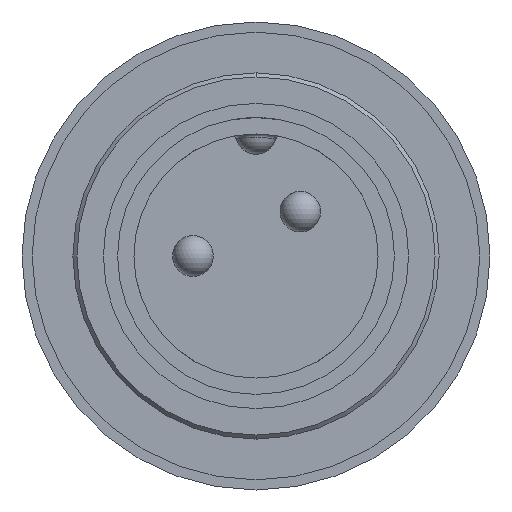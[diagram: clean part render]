
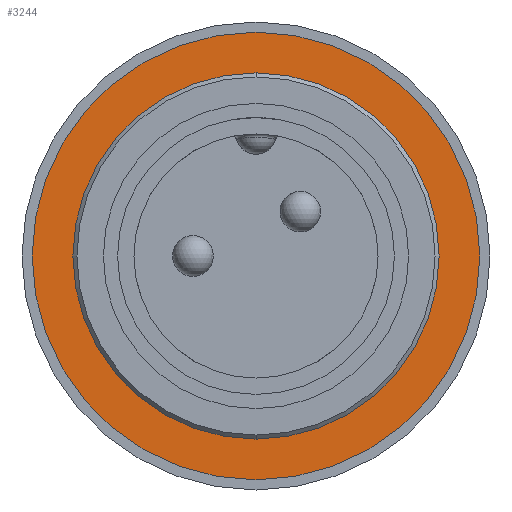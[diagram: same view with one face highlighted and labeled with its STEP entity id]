
A CAD part, front view. The second image highlights one B-rep face of the part: STEP entity #3244.
In plain terms, the highlighted planar face has unit normal (0, -1, 0).
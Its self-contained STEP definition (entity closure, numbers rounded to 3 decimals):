
#91=CARTESIAN_POINT('',(0.0,8.,5.5));
#92=VERTEX_POINT('',#91);
#101=CARTESIAN_POINT('',(0.,8.,-5.5));
#102=VERTEX_POINT('',#101);
#103=CARTESIAN_POINT('',(0.0,8.,0.));
#104=DIRECTION('',(0.0,1.0,0.0));
#105=DIRECTION('',(0.0,0.0,1.0));
#106=AXIS2_PLACEMENT_3D('',#103,#104,#105);
#107=CIRCLE('',#106,5.5);
#108=EDGE_CURVE('',#92,#102,#107,.T.);
#135=CARTESIAN_POINT('',(0.0,8.,4.));
#136=VERTEX_POINT('',#135);
#152=CARTESIAN_POINT('',(0.,8.,-4.));
#153=VERTEX_POINT('',#152);
#160=CARTESIAN_POINT('',(0.0,8.,0.));
#161=DIRECTION('',(0.0,1.0,0.0));
#162=DIRECTION('',(0.0,0.0,1.0));
#163=AXIS2_PLACEMENT_3D('',#160,#161,#162);
#164=CIRCLE('',#163,4.0);
#165=EDGE_CURVE('',#136,#153,#164,.T.);
#3213=CARTESIAN_POINT('',(0.0,8.,0.));
#3214=DIRECTION('',(0.0,1.0,0.0));
#3215=DIRECTION('',(0.0,0.0,1.0));
#3216=AXIS2_PLACEMENT_3D('',#3213,#3214,#3215);
#3217=CIRCLE('',#3216,4.0);
#3218=EDGE_CURVE('',#153,#136,#3217,.T.);
#3225=CARTESIAN_POINT('',(0.0,8.,4.75));
#3226=DIRECTION('',(0.0,-1.0,0.0));
#3227=DIRECTION('',(0.0,0.0,-1.0));
#3228=AXIS2_PLACEMENT_3D('',#3225,#3226,#3227);
#3229=PLANE('',#3228);
#3230=ORIENTED_EDGE('',*,*,#108,.F.);
#3231=CARTESIAN_POINT('',(0.0,8.,0.));
#3232=DIRECTION('',(0.0,1.0,0.0));
#3233=DIRECTION('',(0.0,0.0,1.0));
#3234=AXIS2_PLACEMENT_3D('',#3231,#3232,#3233);
#3235=CIRCLE('',#3234,5.5);
#3236=EDGE_CURVE('',#102,#92,#3235,.T.);
#3237=ORIENTED_EDGE('',*,*,#3236,.F.);
#3238=EDGE_LOOP('',(#3230,#3237));
#3239=FACE_OUTER_BOUND('',#3238,.T.);
#3240=ORIENTED_EDGE('',*,*,#165,.T.);
#3241=ORIENTED_EDGE('',*,*,#3218,.T.);
#3242=EDGE_LOOP('',(#3240,#3241));
#3243=FACE_BOUND('',#3242,.T.);
#3244=ADVANCED_FACE('',(#3239,#3243),#3229,.T.);
